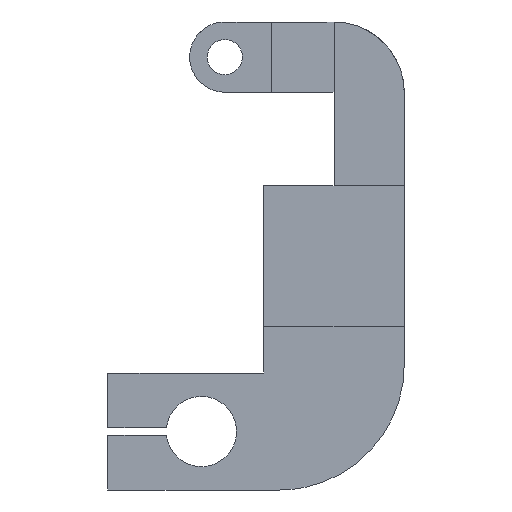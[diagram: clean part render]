
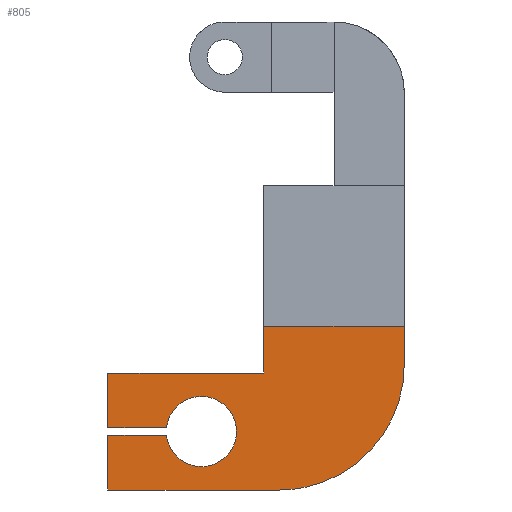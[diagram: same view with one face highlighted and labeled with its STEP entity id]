
A CAD part, left-side view. The second image highlights one B-rep face of the part: STEP entity #805.
In plain terms, the highlighted free-form (B-spline) face has degree [1, 1] with [2, 2] control points.
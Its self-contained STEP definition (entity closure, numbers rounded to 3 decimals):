
#166 = VERTEX_POINT('',#167);
#167 = CARTESIAN_POINT('',(-6.979,60.484,
    -62.81));
#185 = VERTEX_POINT('',#186);
#186 = CARTESIAN_POINT('',(-6.979,60.484,
    -41.873));
#191 = EDGE_CURVE('',#185,#166,#192,.T.);
#192 = ( BOUNDED_CURVE() B_SPLINE_CURVE(2,(#193,#194,#195,#196,#197),
.UNSPECIFIED.,.F.,.F.) B_SPLINE_CURVE_WITH_KNOTS((3,2,3),(3.142,
4.712,6.283),.PIECEWISE_BEZIER_KNOTS.) CURVE() 
GEOMETRIC_REPRESENTATION_ITEM() RATIONAL_B_SPLINE_CURVE((1.,
0.707,1.,0.707,1.)) REPRESENTATION_ITEM('') );
#193 = CARTESIAN_POINT('',(-6.979,60.484,
    -41.873));
#194 = CARTESIAN_POINT('',(-6.979,50.015,
    -41.873));
#195 = CARTESIAN_POINT('',(-6.979,50.015,
    -52.341));
#196 = CARTESIAN_POINT('',(-6.979,50.015,
    -62.81));
#197 = CARTESIAN_POINT('',(-6.979,60.484,
    -62.81));
#214 = VERTEX_POINT('',#215);
#215 = CARTESIAN_POINT('',(-6.979,70.887,
    -53.505));
#229 = EDGE_CURVE('',#166,#214,#230,.T.);
#230 = ( BOUNDED_CURVE() B_SPLINE_CURVE(2,(#231,#232,#233),
.UNSPECIFIED.,.F.,.F.) B_SPLINE_CURVE_WITH_KNOTS((3,3),(0.,
1.459),.PIECEWISE_BEZIER_KNOTS.) CURVE() 
GEOMETRIC_REPRESENTATION_ITEM() RATIONAL_B_SPLINE_CURVE((1.,0.745
,1.)) REPRESENTATION_ITEM('') );
#231 = CARTESIAN_POINT('',(-6.979,60.484,
    -62.81));
#232 = CARTESIAN_POINT('',(-6.979,69.847,
    -62.81));
#233 = CARTESIAN_POINT('',(-6.979,70.887,
    -53.505));
#246 = VERTEX_POINT('',#247);
#247 = CARTESIAN_POINT('',(-6.979,88.399,
    -51.178));
#254 = EDGE_CURVE('',#246,#255,#257,.T.);
#255 = VERTEX_POINT('',#256);
#256 = CARTESIAN_POINT('',(-6.979,88.399,
    -34.894));
#257 = B_SPLINE_CURVE_WITH_KNOTS('',1,(#258,#259),.UNSPECIFIED.,.F.,.F.,
  (2,2),(-14.,0.),.PIECEWISE_BEZIER_KNOTS.);
#258 = CARTESIAN_POINT('',(-6.979,88.399,
    -51.178));
#259 = CARTESIAN_POINT('',(-6.979,88.399,
    -34.894));
#347 = VERTEX_POINT('',#348);
#348 = CARTESIAN_POINT('',(-6.979,41.873,
    -34.894));
#353 = EDGE_CURVE('',#347,#354,#356,.T.);
#354 = VERTEX_POINT('',#355);
#355 = CARTESIAN_POINT('',(-6.979,41.873,
    -20.937));
#356 = B_SPLINE_CURVE_WITH_KNOTS('',1,(#357,#358),.UNSPECIFIED.,.F.,.F.,
  (2,2),(-12.,0.),.PIECEWISE_BEZIER_KNOTS.);
#357 = CARTESIAN_POINT('',(-6.979,41.873,
    -34.894));
#358 = CARTESIAN_POINT('',(-6.979,41.873,
    -20.937));
#439 = VERTEX_POINT('',#440);
#440 = CARTESIAN_POINT('',(-6.979,0.,-20.937));
#445 = EDGE_CURVE('',#439,#446,#448,.T.);
#446 = VERTEX_POINT('',#447);
#447 = CARTESIAN_POINT('',(-6.979,0.,-32.568));
#448 = B_SPLINE_CURVE_WITH_KNOTS('',1,(#449,#450),.UNSPECIFIED.,.F.,.F.,
  (2,2),(-10.,0.),.PIECEWISE_BEZIER_KNOTS.);
#449 = CARTESIAN_POINT('',(-6.979,0.,-20.937));
#450 = CARTESIAN_POINT('',(-6.979,0.,-32.568));
#600 = EDGE_CURVE('',#354,#439,#601,.T.);
#601 = B_SPLINE_CURVE_WITH_KNOTS('',1,(#602,#603),.UNSPECIFIED.,.F.,.F.,
  (2,2),(-36.,-0.),.PIECEWISE_BEZIER_KNOTS.);
#602 = CARTESIAN_POINT('',(-6.979,41.873,
    -20.937));
#603 = CARTESIAN_POINT('',(-6.979,0.,-20.937));
#696 = EDGE_CURVE('',#255,#347,#697,.T.);
#697 = B_SPLINE_CURVE_WITH_KNOTS('',1,(#698,#699),.UNSPECIFIED.,.F.,.F.,
  (2,2),(-40.,-0.),.PIECEWISE_BEZIER_KNOTS.);
#698 = CARTESIAN_POINT('',(-6.979,88.399,
    -34.894));
#699 = CARTESIAN_POINT('',(-6.979,41.873,
    -34.894));
#711 = VERTEX_POINT('',#712);
#712 = CARTESIAN_POINT('',(-6.979,88.399,
    -53.505));
#727 = VERTEX_POINT('',#728);
#728 = CARTESIAN_POINT('',(-6.979,88.399,
    -69.789));
#733 = EDGE_CURVE('',#727,#711,#734,.T.);
#734 = B_SPLINE_CURVE_WITH_KNOTS('',1,(#735,#736),.UNSPECIFIED.,.F.,.F.,
  (2,2),(-30.,-16.),.PIECEWISE_BEZIER_KNOTS.);
#735 = CARTESIAN_POINT('',(-6.979,88.399,
    -69.789));
#736 = CARTESIAN_POINT('',(-6.979,88.399,
    -53.505));
#765 = VERTEX_POINT('',#766);
#766 = CARTESIAN_POINT('',(-6.979,37.221,
    -69.789));
#771 = EDGE_CURVE('',#765,#727,#772,.T.);
#772 = B_SPLINE_CURVE_WITH_KNOTS('',1,(#773,#774),.UNSPECIFIED.,.F.,.F.,
  (2,2),(-44.,0.),.PIECEWISE_BEZIER_KNOTS.);
#773 = CARTESIAN_POINT('',(-6.979,37.221,
    -69.789));
#774 = CARTESIAN_POINT('',(-6.979,88.399,
    -69.789));
#792 = EDGE_CURVE('',#446,#765,#793,.T.);
#793 = ( BOUNDED_CURVE() B_SPLINE_CURVE(2,(#794,#795,#796),
.UNSPECIFIED.,.F.,.F.) B_SPLINE_CURVE_WITH_KNOTS((3,3),(1.571,
3.142),.PIECEWISE_BEZIER_KNOTS.) CURVE() 
GEOMETRIC_REPRESENTATION_ITEM() RATIONAL_B_SPLINE_CURVE((1.,
0.707,1.)) REPRESENTATION_ITEM('') );
#794 = CARTESIAN_POINT('',(-6.979,0.,-32.568));
#795 = CARTESIAN_POINT('',(-6.979,0.,
    -69.789));
#796 = CARTESIAN_POINT('',(-6.979,37.221,
    -69.789));
#805 = ADVANCED_FACE('',(#806),#836,.T.);
#806 = FACE_BOUND('',#807,.T.);
#807 = EDGE_LOOP('',(#808,#815,#821,#822,#823,#828,#829,#830,#831,#832,
    #833,#834,#835));
#808 = ORIENTED_EDGE('',*,*,#809,.T.);
#809 = EDGE_CURVE('',#246,#810,#812,.T.);
#810 = VERTEX_POINT('',#811);
#811 = CARTESIAN_POINT('',(-6.979,70.887,
    -51.178));
#812 = B_SPLINE_CURVE_WITH_KNOTS('',1,(#813,#814),.UNSPECIFIED.,.F.,.F.,
  (2,2),(-15.056,0.),.PIECEWISE_BEZIER_KNOTS.);
#813 = CARTESIAN_POINT('',(-6.979,88.399,
    -51.178));
#814 = CARTESIAN_POINT('',(-6.979,70.887,
    -51.178));
#815 = ORIENTED_EDGE('',*,*,#816,.T.);
#816 = EDGE_CURVE('',#810,#185,#817,.T.);
#817 = ( BOUNDED_CURVE() B_SPLINE_CURVE(2,(#818,#819,#820),
.UNSPECIFIED.,.F.,.F.) B_SPLINE_CURVE_WITH_KNOTS((3,3),(1.682,
3.142),.PIECEWISE_BEZIER_KNOTS.) CURVE() 
GEOMETRIC_REPRESENTATION_ITEM() RATIONAL_B_SPLINE_CURVE((1.,0.745
,1.)) REPRESENTATION_ITEM('') );
#818 = CARTESIAN_POINT('',(-6.979,70.887,
    -51.178));
#819 = CARTESIAN_POINT('',(-6.979,69.847,
    -41.873));
#820 = CARTESIAN_POINT('',(-6.979,60.484,
    -41.873));
#821 = ORIENTED_EDGE('',*,*,#191,.T.);
#822 = ORIENTED_EDGE('',*,*,#229,.T.);
#823 = ORIENTED_EDGE('',*,*,#824,.T.);
#824 = EDGE_CURVE('',#214,#711,#825,.T.);
#825 = B_SPLINE_CURVE_WITH_KNOTS('',1,(#826,#827),.UNSPECIFIED.,.F.,.F.,
  (2,2),(0.,15.056),.PIECEWISE_BEZIER_KNOTS.);
#826 = CARTESIAN_POINT('',(-6.979,70.887,
    -53.505));
#827 = CARTESIAN_POINT('',(-6.979,88.399,
    -53.505));
#828 = ORIENTED_EDGE('',*,*,#733,.F.);
#829 = ORIENTED_EDGE('',*,*,#771,.F.);
#830 = ORIENTED_EDGE('',*,*,#792,.F.);
#831 = ORIENTED_EDGE('',*,*,#445,.F.);
#832 = ORIENTED_EDGE('',*,*,#600,.F.);
#833 = ORIENTED_EDGE('',*,*,#353,.F.);
#834 = ORIENTED_EDGE('',*,*,#696,.F.);
#835 = ORIENTED_EDGE('',*,*,#254,.F.);
#836 = B_SPLINE_SURFACE_WITH_KNOTS('',1,1,(
    (#837,#838)
    ,(#839,#840
    )),.UNSPECIFIED.,.F.,.F.,.F.,(2,2),(2,2),(-32.,10.),(-32.,44.),
  .PIECEWISE_BEZIER_KNOTS.);
#837 = CARTESIAN_POINT('',(-6.979,0.,-69.789));
#838 = CARTESIAN_POINT('',(-6.979,88.399,
    -69.789));
#839 = CARTESIAN_POINT('',(-6.979,0.,-20.937));
#840 = CARTESIAN_POINT('',(-6.979,88.399,
    -20.937));
